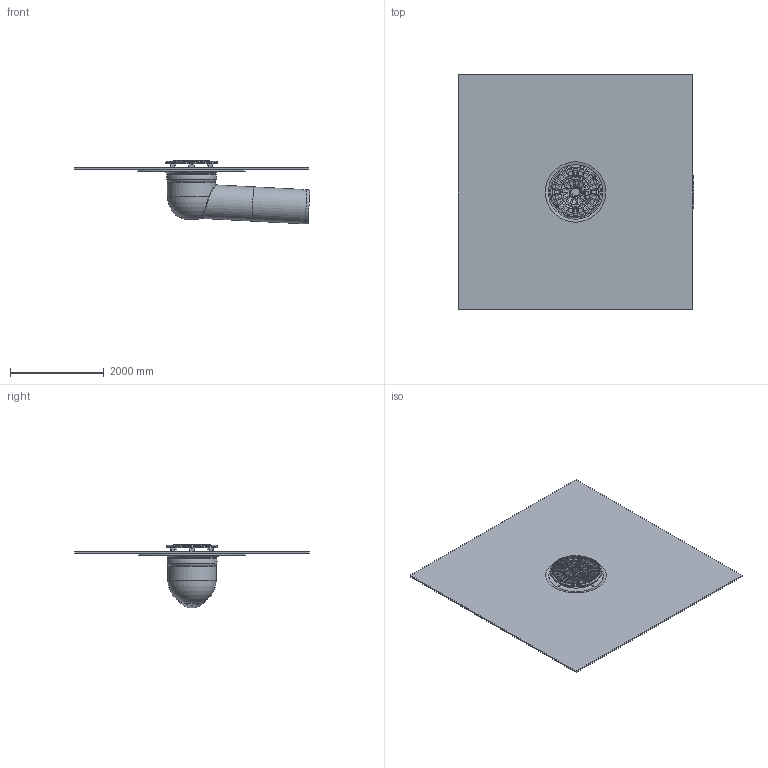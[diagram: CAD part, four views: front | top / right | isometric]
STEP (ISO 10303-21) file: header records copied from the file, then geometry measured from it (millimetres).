
FILE_DESCRIPTION(/* description */ (''),/* implementation_level */ '2;1');
FILE_NAME(/* name */ '15471.070X_3D.stp',/* time_stamp */ '2024-12-12T06:53:33+01:00',/* author */ ('CAD'),/* organization */ (''),/* preprocessor_version */ 'ST-DEVELOPER v20',/* originating_system */ 'AutoCAD Mechanical',/* authorisation */ '');
FILE_SCHEMA (('AUTOMOTIVE_DESIGN { 1 0 10303 214 3 1 1 }'));
Length unit declared in the file: centimetre
Products named in the file (3): Product; *S0; ROHR
Assembly tree (2 placements, depth 2):
  Product
    *S0
    ROHR
Bounding box: 5018.83 x 5000 x 1359.06 mm (x, y, z)
Volume: 1028554569.9 mm3; surface area: 79973506.9 mm2
Topology: 9 solids, 9 shells, 473 faces, 1374 edges, 909 vertices
Faces by surface type: cylinder 248, plane 131, torus 44, cone 37, sphere 10, bspline 3
Full cylindrical faces by diameter (mm): 20 x8, 32 x2, 52 x2, 170 x1, 698 x2, 730 x3, 736 x1, 770 x1, 810 x1, 885 x1, 900 x1, 901 x1, 905 x1, 953.818 x1, 965 x2, 980 x1, 1000 x1, 1030 x1, 1100 x1
Entity records: 19526 total; most frequent: CARTESIAN_POINT 6771, ORIENTED_EDGE 2746, DIRECTION 2634, EDGE_CURVE 1373, AXIS2_PLACEMENT_3D 1051, VERTEX_POINT 907, CIRCLE 575, EDGE_LOOP 572
